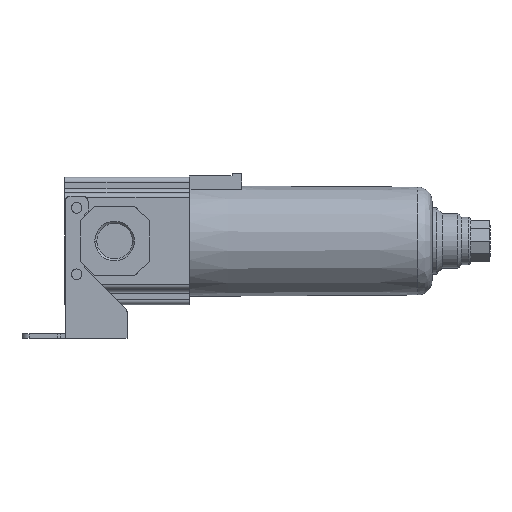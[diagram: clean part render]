
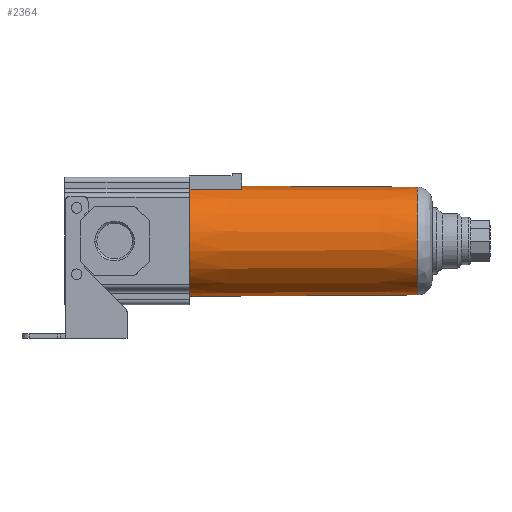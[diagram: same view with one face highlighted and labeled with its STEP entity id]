
A CAD part, left-side view. The second image highlights one B-rep face of the part: STEP entity #2364.
In plain terms, the highlighted conical face has half-angle 0.343 degrees and reference radius 23.261 mm.
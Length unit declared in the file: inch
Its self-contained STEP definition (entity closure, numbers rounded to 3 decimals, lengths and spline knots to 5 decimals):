
#96 = ORIENTED_EDGE ( 'NONE', *, *, #926, .F. ) ;
#146 = DIRECTION ( 'NONE',  ( 0., 1., 0.006 ) ) ;
#409 = CONICAL_SURFACE ( 'NONE', #1687, 0.9158, 0.006 ) ;
#437 = CARTESIAN_POINT ( 'NONE',  ( -0.31496, -1.53018, 0.85809 ) ) ;
#475 = DIRECTION ( 'NONE',  ( 0., 1., 0. ) ) ;
#519 = EDGE_CURVE ( 'NONE', #2365, #4105, #803, .T. ) ;
#540 = CARTESIAN_POINT ( 'NONE',  ( -0.31496, -1.24016, 0.85994 ) ) ;
#546 = CARTESIAN_POINT ( 'NONE',  ( 0., -1.24016, 0.9158 ) ) ;
#709 = VERTEX_POINT ( 'NONE', #947 ) ;
#786 = CIRCLE ( 'NONE', #4437, 0.9158 ) ;
#803 = CIRCLE ( 'NONE', #2139, 0.91059 ) ;
#810 = CARTESIAN_POINT ( 'NONE',  ( -0.31496, -1.24016, 0.85994 ) ) ;
#826 = CARTESIAN_POINT ( 'NONE',  ( -0.31496, -1.82021, 0.85624 ) ) ;
#855 = VECTOR ( 'NONE', #146, 39.37008 ) ;
#926 = EDGE_CURVE ( 'NONE', #709, #3966, #1205, .T. ) ;
#947 = CARTESIAN_POINT ( 'NONE',  ( 0., -5.02504, -0.89314 ) ) ;
#1007 = EDGE_CURVE ( 'NONE', #709, #5121, #2471, .T. ) ;
#1066 = CARTESIAN_POINT ( 'NONE',  ( 0., -1.24016, -0.9158 ) ) ;
#1087 = CARTESIAN_POINT ( 'NONE',  ( 0., -1.24016, -0.9158 ) ) ;
#1205 = LINE ( 'NONE', #1087, #2124 ) ;
#1225 = DIRECTION ( 'NONE',  ( 0., 0., 1. ) ) ;
#1371 = ORIENTED_EDGE ( 'NONE', *, *, #1007, .T. ) ;
#1402 = DIRECTION ( 'NONE',  ( 0., 0., 1. ) ) ;
#1687 = AXIS2_PLACEMENT_3D ( 'NONE', #3047, #475, #1402 ) ;
#2124 = VECTOR ( 'NONE', #3637, 39.37008 ) ;
#2139 = AXIS2_PLACEMENT_3D ( 'NONE', #2923, #4996, #1225 ) ;
#2181 = CARTESIAN_POINT ( 'NONE',  ( 0., -2.11024, 0.91059 ) ) ;
#2229 = EDGE_LOOP ( 'NONE', ( #96, #1371, #2294, #3970, #3374, #2984 ) ) ;
#2294 = ORIENTED_EDGE ( 'NONE', *, *, #4990, .T. ) ;
#2364 = ADVANCED_FACE ( 'NONE', ( #2688 ), #409, .T. ) ;
#2365 = VERTEX_POINT ( 'NONE', #2181 ) ;
#2414 = DIRECTION ( 'NONE',  ( 0., 1., 0. ) ) ;
#2471 = CIRCLE ( 'NONE', #4802, 0.89314 ) ;
#2496 = CARTESIAN_POINT ( 'NONE',  ( -0.31496, -2.11024, 0.85439 ) ) ;
#2557 = CARTESIAN_POINT ( 'NONE',  ( 0., -5.02504, 0. ) ) ;
#2688 = FACE_OUTER_BOUND ( 'NONE', #2229, .T. ) ;
#2862 = DIRECTION ( 'NONE',  ( 0., 0., 1. ) ) ;
#2923 = CARTESIAN_POINT ( 'NONE',  ( 0., -2.11024, 0. ) ) ;
#2984 = ORIENTED_EDGE ( 'NONE', *, *, #4723, .T. ) ;
#2988 = VERTEX_POINT ( 'NONE', #540 ) ;
#3047 = CARTESIAN_POINT ( 'NONE',  ( 0., -1.24016, 0. ) ) ;
#3057 = B_SPLINE_CURVE_WITH_KNOTS ( 'NONE', 3,
 ( #2496, #826, #437, #810 ),
 .UNSPECIFIED., .F., .F.,
 ( 4, 4 ),
 ( 0., 0.0221 ),
 .UNSPECIFIED. ) ;
#3206 = LINE ( 'NONE', #546, #855 ) ;
#3364 = DIRECTION ( 'NONE',  ( 0., -1., 0. ) ) ;
#3374 = ORIENTED_EDGE ( 'NONE', *, *, #4729, .T. ) ;
#3637 = DIRECTION ( 'NONE',  ( 0., 1., -0.006 ) ) ;
#3966 = VERTEX_POINT ( 'NONE', #1066 ) ;
#3970 = ORIENTED_EDGE ( 'NONE', *, *, #519, .T. ) ;
#4105 = VERTEX_POINT ( 'NONE', #4515 ) ;
#4437 = AXIS2_PLACEMENT_3D ( 'NONE', #4599, #3364, #5058 ) ;
#4515 = CARTESIAN_POINT ( 'NONE',  ( -0.31496, -2.11024, 0.85439 ) ) ;
#4599 = CARTESIAN_POINT ( 'NONE',  ( 0., -1.24016, 0. ) ) ;
#4723 = EDGE_CURVE ( 'NONE', #2988, #3966, #786, .T. ) ;
#4729 = EDGE_CURVE ( 'NONE', #4105, #2988, #3057, .T. ) ;
#4802 = AXIS2_PLACEMENT_3D ( 'NONE', #2557, #2414, #2862 ) ;
#4901 = CARTESIAN_POINT ( 'NONE',  ( 0., -5.02504, 0.89314 ) ) ;
#4990 = EDGE_CURVE ( 'NONE', #5121, #2365, #3206, .T. ) ;
#4996 = DIRECTION ( 'NONE',  ( 0., -1., 0. ) ) ;
#5058 = DIRECTION ( 'NONE',  ( 0., 0., 1. ) ) ;
#5121 = VERTEX_POINT ( 'NONE', #4901 ) ;
